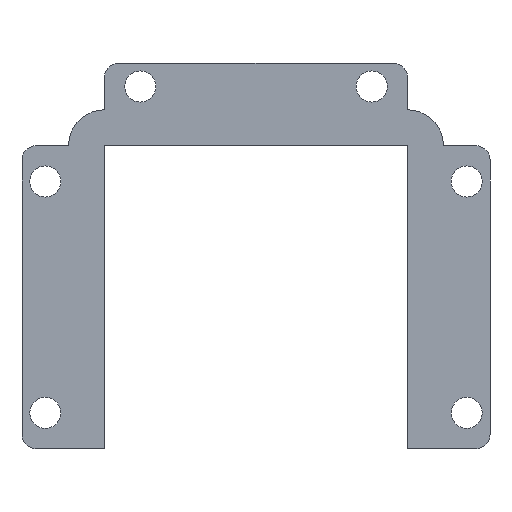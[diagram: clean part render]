
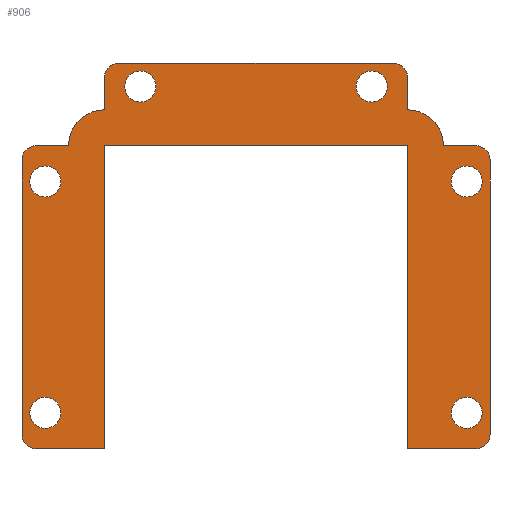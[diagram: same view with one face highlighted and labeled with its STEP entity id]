
A CAD part, front view. The second image highlights one B-rep face of the part: STEP entity #906.
In plain terms, the highlighted planar face has unit normal (0, -1, 0).
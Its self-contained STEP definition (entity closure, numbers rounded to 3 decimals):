
#1=CARTESIAN_POINT('',(5.005,-41.,8.25));
#2=DIRECTION('',(0.,1.,0.));
#3=DIRECTION('',(1.,0.,0.));
#4=AXIS2_PLACEMENT_3D('',#1,#2,#3);
#6=CARTESIAN_POINT('',(5.005,-41.,8.25));
#7=DIRECTION('',(0.,1.,0.));
#8=DIRECTION('',(-1.,0.,0.));
#9=AXIS2_PLACEMENT_3D('',#6,#7,#8);
#11=CARTESIAN_POINT('',(37.3,-41.,8.25));
#12=DIRECTION('',(0.,1.,0.));
#13=DIRECTION('',(1.,0.,0.));
#14=AXIS2_PLACEMENT_3D('',#11,#12,#13);
#16=CARTESIAN_POINT('',(37.3,-41.,8.25));
#17=DIRECTION('',(0.,1.,0.));
#18=DIRECTION('',(-1.,0.,0.));
#19=AXIS2_PLACEMENT_3D('',#16,#17,#18);
#21=CARTESIAN_POINT('',(50.55,-41.,-37.295));
#22=DIRECTION('',(0.,1.,0.));
#23=DIRECTION('',(0.,0.,-1.));
#24=AXIS2_PLACEMENT_3D('',#21,#22,#23);
#26=CARTESIAN_POINT('',(50.55,-41.,-37.295));
#27=DIRECTION('',(0.,1.,0.));
#28=DIRECTION('',(0.,0.,1.));
#29=AXIS2_PLACEMENT_3D('',#26,#27,#28);
#31=CARTESIAN_POINT('',(50.55,-41.,-5.005));
#32=DIRECTION('',(0.,1.,0.));
#33=DIRECTION('',(0.,0.,-1.));
#34=AXIS2_PLACEMENT_3D('',#31,#32,#33);
#36=CARTESIAN_POINT('',(50.55,-41.,-5.005));
#37=DIRECTION('',(0.,1.,0.));
#38=DIRECTION('',(0.,0.,1.));
#39=AXIS2_PLACEMENT_3D('',#36,#37,#38);
#41=CARTESIAN_POINT('',(-8.25,-41.,-37.295));
#42=DIRECTION('',(0.,-1.,0.));
#43=DIRECTION('',(0.,0.,-1.));
#44=AXIS2_PLACEMENT_3D('',#41,#42,#43);
#46=CARTESIAN_POINT('',(-8.25,-41.,-37.295));
#47=DIRECTION('',(0.,-1.,0.));
#48=DIRECTION('',(0.,0.,1.));
#49=AXIS2_PLACEMENT_3D('',#46,#47,#48);
#51=CARTESIAN_POINT('',(-8.25,-41.,-5.005));
#52=DIRECTION('',(0.,-1.,0.));
#53=DIRECTION('',(0.,0.,-1.));
#54=AXIS2_PLACEMENT_3D('',#51,#52,#53);
#56=CARTESIAN_POINT('',(-8.25,-41.,-5.005));
#57=DIRECTION('',(0.,-1.,0.));
#58=DIRECTION('',(0.,0.,1.));
#59=AXIS2_PLACEMENT_3D('',#56,#57,#58);
#61=CARTESIAN_POINT('',(51.8,-41.,-40.3));
#62=DIRECTION('',(0.,-1.,0.));
#63=DIRECTION('',(0.,0.,-1.));
#64=AXIS2_PLACEMENT_3D('',#61,#62,#63);
#66=DIRECTION('',(0.,0.,1.));
#67=VECTOR('',#66,42.3);
#68=CARTESIAN_POINT('',(42.3,-41.,-42.3));
#69=LINE('',#68,#67);
#70=DIRECTION('',(0.,0.,1.));
#71=VECTOR('',#70,42.3);
#72=CARTESIAN_POINT('',(0.,-41.,-42.3));
#73=LINE('',#72,#71);
#74=CARTESIAN_POINT('',(-9.5,-41.,-40.3));
#75=DIRECTION('',(0.,-1.,0.));
#76=DIRECTION('',(-1.,0.,0.));
#77=AXIS2_PLACEMENT_3D('',#74,#75,#76);
#79=CARTESIAN_POINT('',(-9.5,-41.,-2.));
#80=DIRECTION('',(0.,-1.,0.));
#81=DIRECTION('',(0.,0.,1.));
#82=AXIS2_PLACEMENT_3D('',#79,#80,#81);
#84=DIRECTION('',(-1.,0.,0.));
#85=VECTOR('',#84,4.5);
#86=CARTESIAN_POINT('',(-5.,-41.,0.));
#87=LINE('',#86,#85);
#88=CARTESIAN_POINT('',(0.,-41.,0.));
#89=DIRECTION('',(0.,-1.,0.));
#90=DIRECTION('',(0.,0.,1.));
#91=AXIS2_PLACEMENT_3D('',#88,#89,#90);
#93=DIRECTION('',(0.,0.,1.));
#94=VECTOR('',#93,4.5);
#95=CARTESIAN_POINT('',(0.,-41.,5.));
#96=LINE('',#95,#94);
#97=CARTESIAN_POINT('',(2.,-41.,9.5));
#98=DIRECTION('',(0.,-1.,0.));
#99=DIRECTION('',(0.,0.,1.));
#100=AXIS2_PLACEMENT_3D('',#97,#98,#99);
#102=CARTESIAN_POINT('',(40.3,-41.,9.5));
#103=DIRECTION('',(0.,-1.,0.));
#104=DIRECTION('',(1.,0.,0.));
#105=AXIS2_PLACEMENT_3D('',#102,#103,#104);
#107=CARTESIAN_POINT('',(42.3,-41.,0.));
#108=DIRECTION('',(0.,-1.,0.));
#109=DIRECTION('',(1.,0.,0.));
#110=AXIS2_PLACEMENT_3D('',#107,#108,#109);
#112=DIRECTION('',(1.,0.,0.));
#113=VECTOR('',#112,4.5);
#114=CARTESIAN_POINT('',(47.3,-41.,0.));
#115=LINE('',#114,#113);
#116=CARTESIAN_POINT('',(51.8,-41.,-2.));
#117=DIRECTION('',(0.,-1.,0.));
#118=DIRECTION('',(1.,0.,0.));
#119=AXIS2_PLACEMENT_3D('',#116,#117,#118);
#171=DIRECTION('',(1.,0.,0.));
#172=VECTOR('',#171,38.3);
#173=CARTESIAN_POINT('',(2.,-41.,11.5));
#174=LINE('',#173,#172);
#232=DIRECTION('',(1.,0.,0.));
#233=VECTOR('',#232,9.5);
#234=CARTESIAN_POINT('',(-9.5,-41.,-42.3));
#235=LINE('',#234,#233);
#368=DIRECTION('',(1.,0.,0.));
#369=VECTOR('',#368,9.5);
#370=CARTESIAN_POINT('',(42.3,-41.,-42.3));
#371=LINE('',#370,#369);
#463=DIRECTION('',(0.,0.,-1.));
#464=VECTOR('',#463,38.3);
#465=CARTESIAN_POINT('',(53.8,-41.,-2.));
#466=LINE('',#465,#464);
#529=DIRECTION('',(1.,0.,0.));
#530=VECTOR('',#529,42.3);
#531=CARTESIAN_POINT('',(0.,-41.,0.));
#532=LINE('',#531,#530);
#545=DIRECTION('',(0.,0.,1.));
#546=VECTOR('',#545,4.5);
#547=CARTESIAN_POINT('',(42.3,-41.,5.));
#548=LINE('',#547,#546);
#615=DIRECTION('',(0.,0.,-1.));
#616=VECTOR('',#615,38.3);
#617=CARTESIAN_POINT('',(-11.5,-41.,-2.));
#618=LINE('',#617,#616);
#631=CARTESIAN_POINT('',(7.17,-41.,8.25));
#632=CARTESIAN_POINT('',(2.84,-41.,8.25));
#633=VERTEX_POINT('',#631);
#634=VERTEX_POINT('',#632);
#635=CARTESIAN_POINT('',(39.465,-41.,8.25));
#636=CARTESIAN_POINT('',(35.135,-41.,8.25));
#637=VERTEX_POINT('',#635);
#638=VERTEX_POINT('',#636);
#651=CARTESIAN_POINT('',(50.55,-41.,-39.46));
#652=VERTEX_POINT('',#651);
#653=CARTESIAN_POINT('',(50.55,-41.,-35.13));
#654=VERTEX_POINT('',#653);
#655=CARTESIAN_POINT('',(42.3,-41.,-42.3));
#656=CARTESIAN_POINT('',(42.3,-41.,0.));
#657=VERTEX_POINT('',#655);
#658=VERTEX_POINT('',#656);
#659=CARTESIAN_POINT('',(0.,-41.,-42.3));
#660=CARTESIAN_POINT('',(0.,-41.,0.));
#661=VERTEX_POINT('',#659);
#662=VERTEX_POINT('',#660);
#663=CARTESIAN_POINT('',(50.55,-41.,-7.17));
#664=CARTESIAN_POINT('',(50.55,-41.,-2.84));
#665=VERTEX_POINT('',#663);
#666=VERTEX_POINT('',#664);
#672=CARTESIAN_POINT('',(-8.25,-41.,-39.46));
#674=VERTEX_POINT('',#672);
#676=CARTESIAN_POINT('',(-8.25,-41.,-35.13));
#678=VERTEX_POINT('',#676);
#680=CARTESIAN_POINT('',(-8.25,-41.,-7.17));
#682=VERTEX_POINT('',#680);
#684=CARTESIAN_POINT('',(-8.25,-41.,-2.84));
#686=VERTEX_POINT('',#684);
#691=CARTESIAN_POINT('',(51.8,-41.,-42.3));
#692=VERTEX_POINT('',#691);
#693=CARTESIAN_POINT('',(53.8,-41.,-40.3));
#694=VERTEX_POINT('',#693);
#695=CARTESIAN_POINT('',(-11.5,-41.,-40.3));
#696=CARTESIAN_POINT('',(-9.5,-41.,-42.3));
#697=VERTEX_POINT('',#695);
#698=VERTEX_POINT('',#696);
#703=CARTESIAN_POINT('',(47.3,-41.,0.));
#704=CARTESIAN_POINT('',(42.3,-41.,5.));
#705=VERTEX_POINT('',#703);
#706=VERTEX_POINT('',#704);
#707=CARTESIAN_POINT('',(0.,-41.,5.));
#708=CARTESIAN_POINT('',(-5.,-41.,0.));
#709=VERTEX_POINT('',#707);
#710=VERTEX_POINT('',#708);
#711=CARTESIAN_POINT('',(2.,-41.,11.5));
#712=CARTESIAN_POINT('',(40.3,-41.,11.5));
#713=VERTEX_POINT('',#711);
#714=VERTEX_POINT('',#712);
#719=CARTESIAN_POINT('',(53.8,-41.,-2.));
#720=VERTEX_POINT('',#719);
#727=CARTESIAN_POINT('',(-11.5,-41.,-2.));
#728=VERTEX_POINT('',#727);
#741=CARTESIAN_POINT('',(42.3,-41.,9.5));
#742=VERTEX_POINT('',#741);
#743=CARTESIAN_POINT('',(0.,-41.,9.5));
#744=VERTEX_POINT('',#743);
#749=CARTESIAN_POINT('',(-9.5,-41.,0.));
#750=VERTEX_POINT('',#749);
#751=CARTESIAN_POINT('',(51.8,-41.,0.));
#752=VERTEX_POINT('',#751);
#823=CARTESIAN_POINT('',(0.,-41.,0.));
#824=DIRECTION('',(0.,-1.,0.));
#825=DIRECTION('',(1.,0.,0.));
#826=AXIS2_PLACEMENT_3D('',#823,#824,#825);
#827=PLANE('',#826);
#829=ORIENTED_EDGE('',*,*,#828,.F.);
#831=ORIENTED_EDGE('',*,*,#830,.F.);
#833=ORIENTED_EDGE('',*,*,#832,.T.);
#835=ORIENTED_EDGE('',*,*,#834,.F.);
#837=ORIENTED_EDGE('',*,*,#836,.F.);
#839=ORIENTED_EDGE('',*,*,#838,.F.);
#841=ORIENTED_EDGE('',*,*,#840,.F.);
#843=ORIENTED_EDGE('',*,*,#842,.F.);
#845=ORIENTED_EDGE('',*,*,#844,.F.);
#847=ORIENTED_EDGE('',*,*,#846,.F.);
#849=ORIENTED_EDGE('',*,*,#848,.F.);
#851=ORIENTED_EDGE('',*,*,#850,.T.);
#853=ORIENTED_EDGE('',*,*,#852,.F.);
#855=ORIENTED_EDGE('',*,*,#854,.T.);
#857=ORIENTED_EDGE('',*,*,#856,.F.);
#859=ORIENTED_EDGE('',*,*,#858,.F.);
#861=ORIENTED_EDGE('',*,*,#860,.F.);
#863=ORIENTED_EDGE('',*,*,#862,.T.);
#865=ORIENTED_EDGE('',*,*,#864,.F.);
#867=ORIENTED_EDGE('',*,*,#866,.T.);
#868=EDGE_LOOP('',(#829,#831,#833,#835,#837,#839,#841,#843,#845,#847,#849,#851,
#853,#855,#857,#859,#861,#863,#865,#867));
#869=FACE_OUTER_BOUND('',#868,.F.);
#871=ORIENTED_EDGE('',*,*,#870,.F.);
#873=ORIENTED_EDGE('',*,*,#872,.F.);
#874=EDGE_LOOP('',(#871,#873));
#875=FACE_BOUND('',#874,.F.);
#877=ORIENTED_EDGE('',*,*,#876,.F.);
#879=ORIENTED_EDGE('',*,*,#878,.F.);
#880=EDGE_LOOP('',(#877,#879));
#881=FACE_BOUND('',#880,.F.);
#883=ORIENTED_EDGE('',*,*,#882,.F.);
#885=ORIENTED_EDGE('',*,*,#884,.F.);
#886=EDGE_LOOP('',(#883,#885));
#887=FACE_BOUND('',#886,.F.);
#889=ORIENTED_EDGE('',*,*,#888,.T.);
#891=ORIENTED_EDGE('',*,*,#890,.T.);
#892=EDGE_LOOP('',(#889,#891));
#893=FACE_BOUND('',#892,.F.);
#895=ORIENTED_EDGE('',*,*,#894,.T.);
#897=ORIENTED_EDGE('',*,*,#896,.T.);
#898=EDGE_LOOP('',(#895,#897));
#899=FACE_BOUND('',#898,.F.);
#901=ORIENTED_EDGE('',*,*,#900,.F.);
#903=ORIENTED_EDGE('',*,*,#902,.F.);
#904=EDGE_LOOP('',(#901,#903));
#905=FACE_BOUND('',#904,.F.);
#906=ADVANCED_FACE('',(#869,#875,#881,#887,#893,#899,#905),#827,.T.);
#5=CIRCLE('',#4,2.165);
#10=CIRCLE('',#9,2.165);
#15=CIRCLE('',#14,2.165);
#20=CIRCLE('',#19,2.165);
#25=CIRCLE('',#24,2.165);
#30=CIRCLE('',#29,2.165);
#35=CIRCLE('',#34,2.165);
#40=CIRCLE('',#39,2.165);
#45=CIRCLE('',#44,2.165);
#50=CIRCLE('',#49,2.165);
#55=CIRCLE('',#54,2.165);
#60=CIRCLE('',#59,2.165);
#65=CIRCLE('',#64,2.);
#78=CIRCLE('',#77,2.);
#83=CIRCLE('',#82,2.);
#92=CIRCLE('',#91,5.);
#101=CIRCLE('',#100,2.);
#106=CIRCLE('',#105,2.);
#111=CIRCLE('',#110,5.);
#120=CIRCLE('',#119,2.);
#828=EDGE_CURVE('',#692,#694,#65,.T.);
#830=EDGE_CURVE('',#657,#692,#371,.T.);
#832=EDGE_CURVE('',#657,#658,#69,.T.);
#834=EDGE_CURVE('',#662,#658,#532,.T.);
#836=EDGE_CURVE('',#661,#662,#73,.T.);
#838=EDGE_CURVE('',#698,#661,#235,.T.);
#840=EDGE_CURVE('',#697,#698,#78,.T.);
#842=EDGE_CURVE('',#728,#697,#618,.T.);
#844=EDGE_CURVE('',#750,#728,#83,.T.);
#846=EDGE_CURVE('',#710,#750,#87,.T.);
#848=EDGE_CURVE('',#709,#710,#92,.T.);
#850=EDGE_CURVE('',#709,#744,#96,.T.);
#852=EDGE_CURVE('',#713,#744,#101,.T.);
#854=EDGE_CURVE('',#713,#714,#174,.T.);
#856=EDGE_CURVE('',#742,#714,#106,.T.);
#858=EDGE_CURVE('',#706,#742,#548,.T.);
#860=EDGE_CURVE('',#705,#706,#111,.T.);
#862=EDGE_CURVE('',#705,#752,#115,.T.);
#864=EDGE_CURVE('',#720,#752,#120,.T.);
#866=EDGE_CURVE('',#720,#694,#466,.T.);
#870=EDGE_CURVE('',#637,#638,#15,.T.);
#872=EDGE_CURVE('',#638,#637,#20,.T.);
#876=EDGE_CURVE('',#652,#654,#25,.T.);
#878=EDGE_CURVE('',#654,#652,#30,.T.);
#882=EDGE_CURVE('',#665,#666,#35,.T.);
#884=EDGE_CURVE('',#666,#665,#40,.T.);
#888=EDGE_CURVE('',#674,#678,#45,.T.);
#890=EDGE_CURVE('',#678,#674,#50,.T.);
#894=EDGE_CURVE('',#682,#686,#55,.T.);
#896=EDGE_CURVE('',#686,#682,#60,.T.);
#900=EDGE_CURVE('',#633,#634,#5,.T.);
#902=EDGE_CURVE('',#634,#633,#10,.T.);
